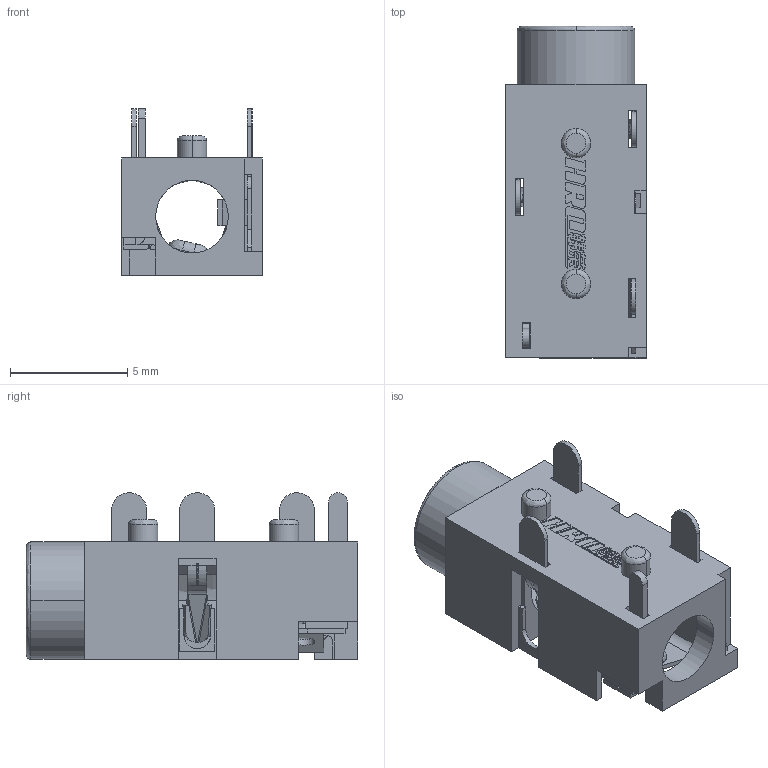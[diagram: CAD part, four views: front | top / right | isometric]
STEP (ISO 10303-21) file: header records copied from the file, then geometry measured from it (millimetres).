
FILE_DESCRIPTION (( 'STEP AP203' ), '1' );
FILE_NAME ('pj-3270_l202w33d.STEP', '2021-07-14T07:08:54', ( '' ), ( '' ), 'SwSTEP 2.0', 'SolidWorks 2019', '' );
FILE_SCHEMA (( 'CONFIG_CONTROL_DESIGN' ));
Length unit declared in the file: millimetre
Products named in the file (1): pj-3270_l202w33d
Bounding box: 6 x 14.15 x 7.1 mm (x, y, z)
Volume: 203.8 mm3; surface area: 701.7 mm2
Topology: 1 solids, 1 shells, 659 faces, 1802 edges, 1137 vertices
Faces by surface type: bspline 659
Entity records: 22495 total; most frequent: CARTESIAN_POINT 7839, ORIENTED_EDGE 3600, DIRECTION 2025, EDGE_CURVE 1800, VECTOR 1371, LINE 1371, VERTEX_POINT 1137, EDGE_LOOP 689
